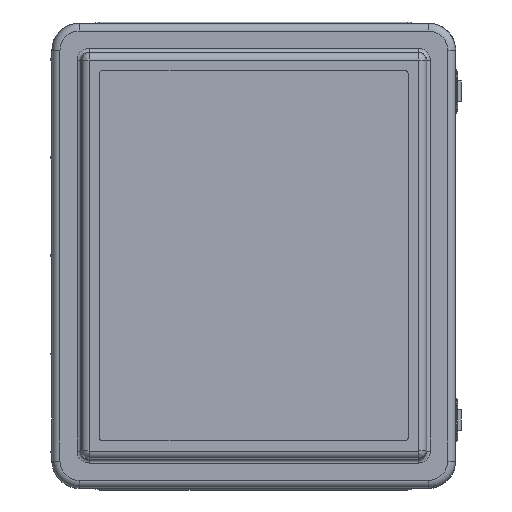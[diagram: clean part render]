
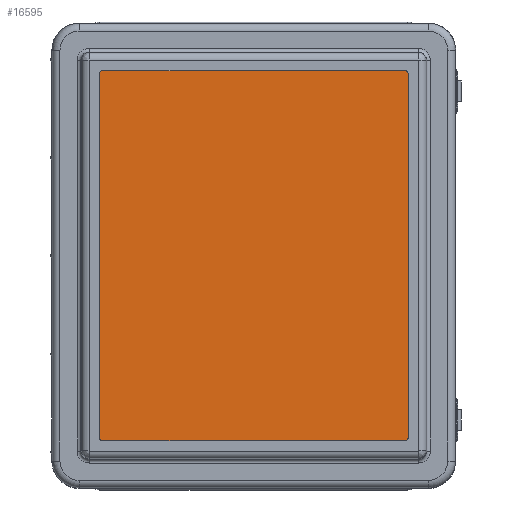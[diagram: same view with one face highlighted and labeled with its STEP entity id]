
A CAD part, top view. The second image highlights one B-rep face of the part: STEP entity #16595.
In plain terms, the highlighted planar face has unit normal (0, 0, 1).
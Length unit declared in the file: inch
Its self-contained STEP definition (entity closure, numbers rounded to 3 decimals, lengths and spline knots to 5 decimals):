
#1415=LINE($,#29042,#2676);
#1418=LINE($,#29050,#2679);
#1421=LINE($,#29058,#2682);
#1423=LINE($,#29064,#2684);
#2676=VECTOR($,#22439,12.);
#2679=VECTOR($,#22448,10.);
#2682=VECTOR($,#22457,12.);
#2684=VECTOR($,#22465,10.);
#3318=PLANE($,#18276);
#4938=FACE_OUTER_BOUND($,#6191,.T.);
#6191=EDGE_LOOP($,(#14546,#14547,#14548,#14549,#14550,#14551,#14552,#14553));
#7162=CIRCLE($,#18265,0.125);
#7163=CIRCLE($,#18268,0.125);
#7164=CIRCLE($,#18271,0.125);
#7165=CIRCLE($,#18274,0.125);
#8515=VERTEX_POINT($,#29034);
#8516=VERTEX_POINT($,#29036);
#8517=VERTEX_POINT($,#29040);
#8518=VERTEX_POINT($,#29044);
#8519=VERTEX_POINT($,#29048);
#8520=VERTEX_POINT($,#29052);
#8521=VERTEX_POINT($,#29056);
#8522=VERTEX_POINT($,#29060);
#10601=EDGE_CURVE($,#8515,#8516,#7162,.T.);
#10604=EDGE_CURVE($,#8517,#8515,#1415,.T.);
#10606=EDGE_CURVE($,#8518,#8517,#7163,.T.);
#10608=EDGE_CURVE($,#8519,#8518,#1418,.T.);
#10610=EDGE_CURVE($,#8520,#8519,#7164,.T.);
#10612=EDGE_CURVE($,#8521,#8520,#1421,.T.);
#10614=EDGE_CURVE($,#8522,#8521,#7165,.T.);
#10615=EDGE_CURVE($,#8516,#8522,#1423,.T.);
#14546=ORIENTED_EDGE($,*,*,#10615,.F.);
#14547=ORIENTED_EDGE($,*,*,#10601,.F.);
#14548=ORIENTED_EDGE($,*,*,#10604,.F.);
#14549=ORIENTED_EDGE($,*,*,#10606,.F.);
#14550=ORIENTED_EDGE($,*,*,#10608,.F.);
#14551=ORIENTED_EDGE($,*,*,#10610,.F.);
#14552=ORIENTED_EDGE($,*,*,#10612,.F.);
#14553=ORIENTED_EDGE($,*,*,#10614,.F.);
#16595=ADVANCED_FACE($,(#4938),#3318,.T.);
#18265=AXIS2_PLACEMENT_3D($,#29037,#22433,#22434);
#18268=AXIS2_PLACEMENT_3D($,#29046,#22443,#22444);
#18271=AXIS2_PLACEMENT_3D($,#29054,#22452,#22453);
#18274=AXIS2_PLACEMENT_3D($,#29062,#22461,#22462);
#18276=AXIS2_PLACEMENT_3D($,#29065,#22466,#22467);
#22433=DIRECTION('center_axis',(0.,0.,-1.));
#22434=DIRECTION('ref_axis',(0.,-1.,0.));
#22439=DIRECTION($,(0.,1.,0.));
#22443=DIRECTION('center_axis',(0.,0.,-1.));
#22444=DIRECTION('ref_axis',(1.,0.,0.));
#22448=DIRECTION($,(-1.,0.,0.));
#22452=DIRECTION('center_axis',(0.,0.,-1.));
#22453=DIRECTION('ref_axis',(0.,1.,0.));
#22457=DIRECTION($,(0.,-1.,0.));
#22461=DIRECTION('center_axis',(0.,0.,-1.));
#22462=DIRECTION('ref_axis',(-1.,0.,0.));
#22465=DIRECTION($,(1.,0.,0.));
#22466=DIRECTION('center_axis',(0.,0.,1.));
#22467=DIRECTION('ref_axis',(1.,0.,0.));
#29034=CARTESIAN_POINT('',(-5.125,6.,0.));
#29036=CARTESIAN_POINT('',(-5.,6.125,0.));
#29037=CARTESIAN_POINT('Origin',(-5.,6.,0.));
#29040=CARTESIAN_POINT('',(-5.125,-6.,0.));
#29042=CARTESIAN_POINT($,(-5.125,-6.,0.));
#29044=CARTESIAN_POINT('',(-5.,-6.125,0.));
#29046=CARTESIAN_POINT('Origin',(-5.,-6.,0.));
#29048=CARTESIAN_POINT('',(5.,-6.125,0.));
#29050=CARTESIAN_POINT($,(5.,-6.125,0.));
#29052=CARTESIAN_POINT('',(5.125,-6.,0.));
#29054=CARTESIAN_POINT('Origin',(5.,-6.,0.));
#29056=CARTESIAN_POINT('',(5.125,6.,0.));
#29058=CARTESIAN_POINT($,(5.125,6.,0.));
#29060=CARTESIAN_POINT('',(5.,6.125,0.));
#29062=CARTESIAN_POINT('Origin',(5.,6.,0.));
#29064=CARTESIAN_POINT($,(-5.,6.125,0.));
#29065=CARTESIAN_POINT('Origin',(0.,0.,0.));
